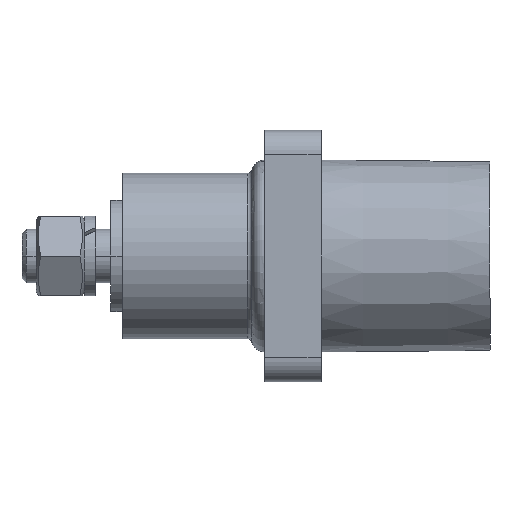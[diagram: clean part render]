
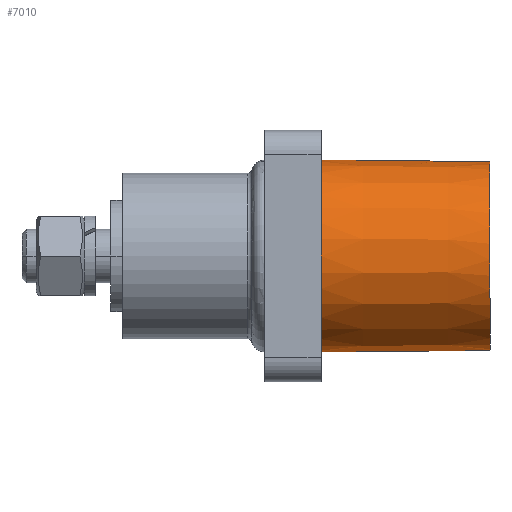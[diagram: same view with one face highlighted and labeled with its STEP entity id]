
A CAD part, left-side view. The second image highlights one B-rep face of the part: STEP entity #7010.
In plain terms, the highlighted conical face has half-angle 0.528 degrees and reference radius 21.6 mm.
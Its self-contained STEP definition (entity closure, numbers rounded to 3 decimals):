
#392 = AXIS2_PLACEMENT_3D ( 'NONE', #7405, #5433, #1425 ) ;
#465 = LINE ( 'NONE', #1714, #2627 ) ;
#844 = CARTESIAN_POINT ( 'NONE',  ( -1.7, -82.95, 21.182 ) ) ;
#908 = CARTESIAN_POINT ( 'NONE',  ( -1.7, -82.95, 21.182 ) ) ;
#1216 = EDGE_LOOP ( 'NONE', ( #5538, #1531, #6829, #8407, #2809, #5399 ) ) ;
#1425 = DIRECTION ( 'NONE',  ( 0., 0., 1. ) ) ;
#1427 = AXIS2_PLACEMENT_3D ( 'NONE', #4133, #4822, #1512 ) ;
#1457 = B_SPLINE_CURVE_WITH_KNOTS ( 'NONE', 3,
 ( #4120, #6827, #2101, #5454, #7458, #8120, #844 ),
 .UNSPECIFIED., .F., .F.,
 ( 4, 3, 4 ),
 ( 0.023, 0.025, 0.036 ),
 .UNSPECIFIED. ) ;
#1512 = DIRECTION ( 'NONE',  ( 0., 0., 1. ) ) ;
#1524 = DIRECTION ( 'NONE',  ( 0., 0., -1. ) ) ;
#1531 = ORIENTED_EDGE ( 'NONE', *, *, #4152, .T. ) ;
#1609 = CARTESIAN_POINT ( 'NONE',  ( 0., -70.25, 0. ) ) ;
#1690 = DIRECTION ( 'NONE',  ( 0., 1., 0.009 ) ) ;
#1714 = CARTESIAN_POINT ( 'NONE',  ( 0., -44.95, 21.6 ) ) ;
#1900 = DIRECTION ( 'NONE',  ( 0., 1., -0.009 ) ) ;
#2083 = FACE_OUTER_BOUND ( 'NONE', #1216, .T. ) ;
#2101 = CARTESIAN_POINT ( 'NONE',  ( -1.7, -71.317, 21.289 ) ) ;
#2616 = CONICAL_SURFACE ( 'NONE', #392, 21.6, 0.009 ) ;
#2627 = VECTOR ( 'NONE', #1690, 1000. ) ;
#2809 = ORIENTED_EDGE ( 'NONE', *, *, #6340, .T. ) ;
#2868 = VERTEX_POINT ( 'NONE', #6350 ) ;
#2893 = CARTESIAN_POINT ( 'NONE',  ( 0., -70.25, 21.367 ) ) ;
#3249 = AXIS2_PLACEMENT_3D ( 'NONE', #1609, #6272, #1524 ) ;
#4120 = CARTESIAN_POINT ( 'NONE',  ( -1.7, -70.25, 21.299 ) ) ;
#4133 = CARTESIAN_POINT ( 'NONE',  ( 0., -44.95, 0. ) ) ;
#4152 = EDGE_CURVE ( 'NONE', #4956, #5787, #7257, .T. ) ;
#4590 = EDGE_CURVE ( 'NONE', #2868, #5787, #1457, .T. ) ;
#4822 = DIRECTION ( 'NONE',  ( 0., 1., 0. ) ) ;
#4956 = VERTEX_POINT ( 'NONE', #7425 ) ;
#5016 = EDGE_CURVE ( 'NONE', #2868, #7123, #7455, .T. ) ;
#5115 = VERTEX_POINT ( 'NONE', #6909 ) ;
#5399 = ORIENTED_EDGE ( 'NONE', *, *, #5618, .F. ) ;
#5433 = DIRECTION ( 'NONE',  ( 0., 1., 0. ) ) ;
#5454 = CARTESIAN_POINT ( 'NONE',  ( -1.7, -71.85, 21.284 ) ) ;
#5538 = ORIENTED_EDGE ( 'NONE', *, *, #8145, .F. ) ;
#5618 = EDGE_CURVE ( 'NONE', #5115, #6399, #8063, .T. ) ;
#5628 = DIRECTION ( 'NONE',  ( 0., 1., 0. ) ) ;
#5787 = VERTEX_POINT ( 'NONE', #908 ) ;
#6272 = DIRECTION ( 'NONE',  ( 0., 1., 0. ) ) ;
#6340 = EDGE_CURVE ( 'NONE', #7123, #6399, #465, .T. ) ;
#6350 = CARTESIAN_POINT ( 'NONE',  ( -1.7, -70.25, 21.299 ) ) ;
#6399 = VERTEX_POINT ( 'NONE', #7680 ) ;
#6529 = VECTOR ( 'NONE', #1900, 1000. ) ;
#6827 = CARTESIAN_POINT ( 'NONE',  ( -1.7, -70.783, 21.294 ) ) ;
#6829 = ORIENTED_EDGE ( 'NONE', *, *, #4590, .F. ) ;
#6909 = CARTESIAN_POINT ( 'NONE',  ( 0., -44.95, -21.6 ) ) ;
#7010 = ADVANCED_FACE ( 'NONE', ( #2083 ), #2616, .T. ) ;
#7123 = VERTEX_POINT ( 'NONE', #2893 ) ;
#7257 = CIRCLE ( 'NONE', #7298, 21.25 ) ;
#7298 = AXIS2_PLACEMENT_3D ( 'NONE', #7503, #5628, #8149 ) ;
#7405 = CARTESIAN_POINT ( 'NONE',  ( 0., -44.95, 0. ) ) ;
#7425 = CARTESIAN_POINT ( 'NONE',  ( 0., -82.95, -21.25 ) ) ;
#7455 = CIRCLE ( 'NONE', #3249, 21.367 ) ;
#7458 = CARTESIAN_POINT ( 'NONE',  ( -1.7, -75.55, 21.25 ) ) ;
#7503 = CARTESIAN_POINT ( 'NONE',  ( 0., -82.95, 0. ) ) ;
#7652 = LINE ( 'NONE', #7782, #6529 ) ;
#7680 = CARTESIAN_POINT ( 'NONE',  ( 0., -44.95, 21.6 ) ) ;
#7782 = CARTESIAN_POINT ( 'NONE',  ( 0., -44.95, -21.6 ) ) ;
#8063 = CIRCLE ( 'NONE', #1427, 21.6 ) ;
#8120 = CARTESIAN_POINT ( 'NONE',  ( -1.7, -79.25, 21.216 ) ) ;
#8145 = EDGE_CURVE ( 'NONE', #4956, #5115, #7652, .T. ) ;
#8149 = DIRECTION ( 'NONE',  ( 0., 0., 1. ) ) ;
#8407 = ORIENTED_EDGE ( 'NONE', *, *, #5016, .T. ) ;
